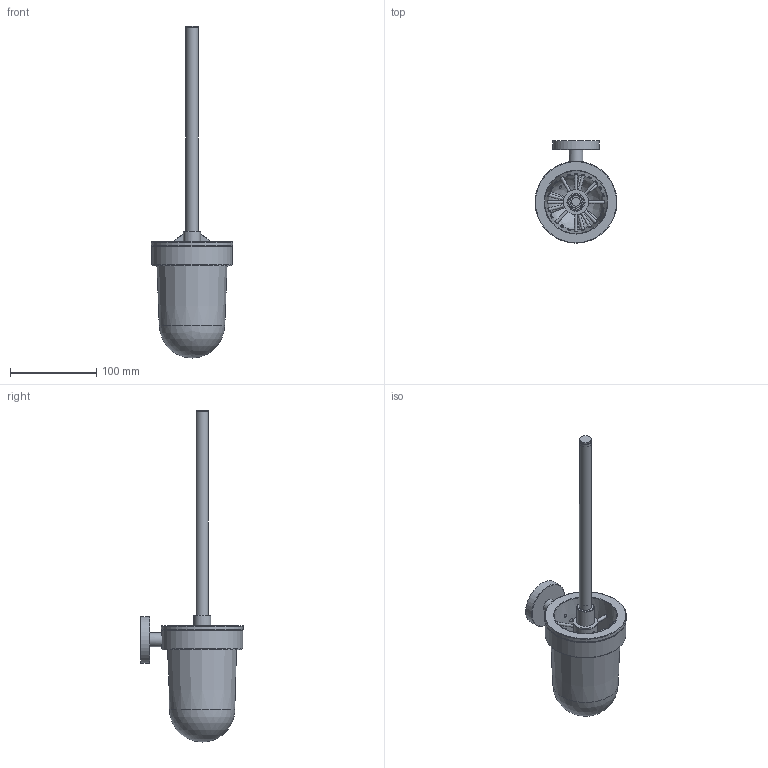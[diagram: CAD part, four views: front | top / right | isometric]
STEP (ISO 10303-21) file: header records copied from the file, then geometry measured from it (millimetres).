
FILE_DESCRIPTION(/* description */ (''),/* implementation_level */ '2;1');
FILE_NAME(/* name */ '3D_TVA151016000_ElementsTender Stacheln (dnne lange Spitzen entfernen) v3.step',/* time_stamp */ '2023-02-27T12:09:11+01:00',/* author */ (''),/* organization */ (''),/* preprocessor_version */ 'ST-DEVELOPER v19.2',/* originating_system */ 'Autodesk Translation Framework v11.17.0.187',/* authorisation */ '');
FILE_SCHEMA (('AUTOMOTIVE_DESIGN { 1 0 10303 214 3 1 1 }'));
Length unit declared in the file: millimetre
Products named in the file (98): 3D_TVA151016000_ElementsTender Stacheln (dünne lange Spitzen entf
ernen); 217951000-04; 217994000-02; 217994000-01; 217994000-06; 217994000-05; 217994000-07; GB 70.3-2000_5*8; 94-1FW; 217994000-03; 217994000-08; MPST01-67; MPST01-67 (1); Netzkörper1; Netzkörper1 (4); Netzkörper1 (6); Netzkörper1 (49); Netzkörper1 (37); Netzkörper1 (42); Netzkörper1 (52); Netzkörper1 (31); Netzkörper1 (51); Netzkörper1 (33); Netzkörper1 (20); Netzkörper1 (50); Netzkörper1 (39); Netzkörper1 (46); Netzkörper1 (40); Netzkörper1 (3); Netzkörper1 (13); Netzkörper1 (15); Netzkörper1 (43); Netzkörper1 (45); Netzkörper1 (41); Netzkörper1 (36); Netzkörper1 (38); Netzkörper1 (47); Netzkörper1 (2); Netzkörper1 (7); Netzkörper1 (48) ...
Assembly tree (97 placements, depth 2):
  3D_TVA151016000_ElementsTender Stacheln (dünne lange Spitzen entf
ernen)
    217951000-04
    217994000-02
    217994000-01
    217994000-06
    217994000-05
    217994000-07
    GB 70.3-2000_5*8
    94-1FW
    217994000-03
    217994000-08
    MPST01-67
    MPST01-67 (1)
    Netzkörper1
    Netzkörper1 (4)
    Netzkörper1 (6)
    Netzkörper1 (49)
    Netzkörper1 (37)
    Netzkörper1 (42)
    Netzkörper1 (52)
    Netzkörper1 (31)
    Netzkörper1 (51)
    Netzkörper1 (33)
    Netzkörper1 (20)
    Netzkörper1 (50)
    Netzkörper1 (39)
    Netzkörper1 (46)
    Netzkörper1 (40)
    Netzkörper1 (3)
    Netzkörper1 (13)
    Netzkörper1 (15)
    Netzkörper1 (43)
    Netzkörper1 (45)
    Netzkörper1 (41)
    Netzkörper1 (36)
    Netzkörper1 (38)
    Netzkörper1 (47)
    Netzkörper1 (2)
    Netzkörper1 (7)
    Netzkörper1 (48)
    Netzkörper1 (53)
    Netzkörper1 (75)
    Netzkörper1 (87)
    Netzkörper1 (74)
    Netzkörper1 (80)
    Netzkörper1 (1)
    Netzkörper1 (82)
    Komponente97
    Netzkörper1 (79)
    Netzkörper1 (81)
    Netzkörper1 (76)
    Netzkörper1 (78)
    Netzkörper1 (83)
    Netzkörper1 (86)
    Netzkörper1 (54)
    Netzkörper1 (61)
    Netzkörper1 (69)
    Netzkörper1 (71)
    Netzkörper1 (63)
    Netzkörper1 (59)
Bounding box: 95 x 118.5 x 385 mm (x, y, z)
Volume: 283465.4 mm3; surface area: 156524.3 mm2
Topology: 12 solids, 96 shells, 313 faces, 677 edges, 462 vertices
Faces by surface type: cone 168, plane 65, cylinder 44, sphere 22, torus 10, bspline 4
Full cylindrical faces by diameter (mm): 4.2 x1, 5 x1, 8 x1, 9.43 x1, 10 x3, 12 x3, 12.4 x1, 12.5 x1, 14 x2, 16 x1, 17 x1, 18 x1, 20 x1, 27 x1, 29 x1, 54 x1, 80 x1, 86 x2, 88 x2, 92 x2, 94 x1, 95 x1
Entity records: 16482 total; most frequent: CARTESIAN_POINT 6997, DIRECTION 1696, ORIENTED_EDGE 1198, AXIS2_PLACEMENT_3D 742, EDGE_CURVE 652, VERTEX_POINT 462, EDGE_LOOP 342, FACE_OUTER_BOUND 313
